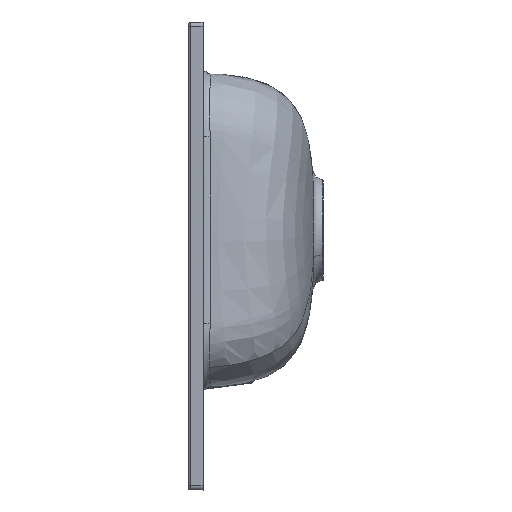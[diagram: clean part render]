
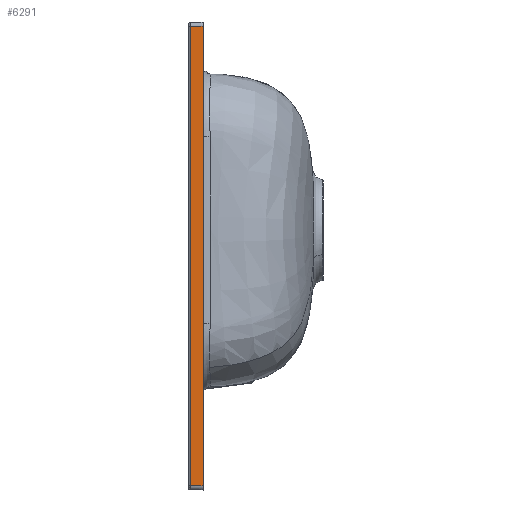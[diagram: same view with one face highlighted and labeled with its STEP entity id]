
A CAD part, left-side view. The second image highlights one B-rep face of the part: STEP entity #6291.
In plain terms, the highlighted planar face has unit normal (-0.999, 0.035, 0).
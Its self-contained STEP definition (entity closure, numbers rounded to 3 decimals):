
#51 = DIRECTION ( 'NONE',  ( 0., 0., -1. ) ) ;
#669 = CARTESIAN_POINT ( 'NONE',  ( -300., 0., 225. ) ) ;
#1095 = VERTEX_POINT ( 'NONE', #17711 ) ;
#2027 = VECTOR ( 'NONE', #51, 1000. ) ;
#2299 = EDGE_CURVE ( 'NONE', #18763, #26750, #18731, .T. ) ;
#2698 = EDGE_CURVE ( 'NONE', #1095, #18763, #28406, .T. ) ;
#3579 = ORIENTED_EDGE ( 'NONE', *, *, #2698, .T. ) ;
#3637 = VECTOR ( 'NONE', #24365, 1000. ) ;
#6291 = ADVANCED_FACE ( 'NONE', ( #17989 ), #27219, .T. ) ;
#7101 = CARTESIAN_POINT ( 'NONE',  ( -300.489, -14., -221.246 ) ) ;
#7213 = CARTESIAN_POINT ( 'NONE',  ( -300.489, -14., 221.491 ) ) ;
#8982 = ORIENTED_EDGE ( 'NONE', *, *, #16705, .T. ) ;
#9170 = CARTESIAN_POINT ( 'NONE',  ( -300.005, -0.139, 221.007 ) ) ;
#9397 = DIRECTION ( 'NONE',  ( -0.035, -0.999, 0. ) ) ;
#9642 = AXIS2_PLACEMENT_3D ( 'NONE', #669, #16291, #9397 ) ;
#9784 = ORIENTED_EDGE ( 'NONE', *, *, #2299, .T. ) ;
#10466 = EDGE_LOOP ( 'NONE', ( #9784, #26031, #8982, #3579 ) ) ;
#10735 = CARTESIAN_POINT ( 'NONE',  ( -300.067, -1.93, -221.002 ) ) ;
#15030 = CARTESIAN_POINT ( 'NONE',  ( -299.729, 7.773, -220.866 ) ) ;
#16291 = DIRECTION ( 'NONE',  ( -0.999, 0.035, 0. ) ) ;
#16705 = EDGE_CURVE ( 'NONE', #26008, #1095, #21721, .T. ) ;
#17711 = CARTESIAN_POINT ( 'NONE',  ( -300.067, -1.93, 221.07 ) ) ;
#17989 = FACE_OUTER_BOUND ( 'NONE', #10466, .T. ) ;
#18616 = VECTOR ( 'NONE', #24681, 1000. ) ;
#18731 = LINE ( 'NONE', #15030, #26325 ) ;
#18763 = VERTEX_POINT ( 'NONE', #27540 ) ;
#19468 = DIRECTION ( 'NONE',  ( -0.035, -0.999, -0.017 ) ) ;
#21721 = LINE ( 'NONE', #9170, #18616 ) ;
#22227 = CARTESIAN_POINT ( 'NONE',  ( -300.489, -14., 225. ) ) ;
#24365 = DIRECTION ( 'NONE',  ( 0., 0., 1. ) ) ;
#24426 = LINE ( 'NONE', #22227, #3637 ) ;
#24681 = DIRECTION ( 'NONE',  ( 0.035, 0.999, -0.035 ) ) ;
#25185 = EDGE_CURVE ( 'NONE', #26750, #26008, #24426, .T. ) ;
#26008 = VERTEX_POINT ( 'NONE', #7213 ) ;
#26031 = ORIENTED_EDGE ( 'NONE', *, *, #25185, .T. ) ;
#26325 = VECTOR ( 'NONE', #19468, 1000. ) ;
#26750 = VERTEX_POINT ( 'NONE', #7101 ) ;
#27219 = PLANE ( 'NONE',  #9642 ) ;
#27540 = CARTESIAN_POINT ( 'NONE',  ( -300.067, -1.93, -221.036 ) ) ;
#28406 = LINE ( 'NONE', #10735, #2027 ) ;
